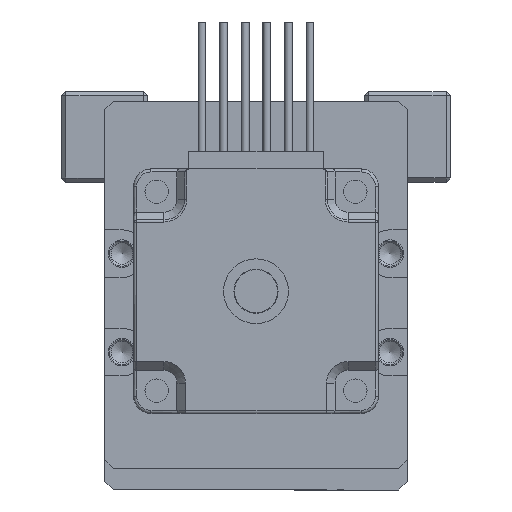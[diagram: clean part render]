
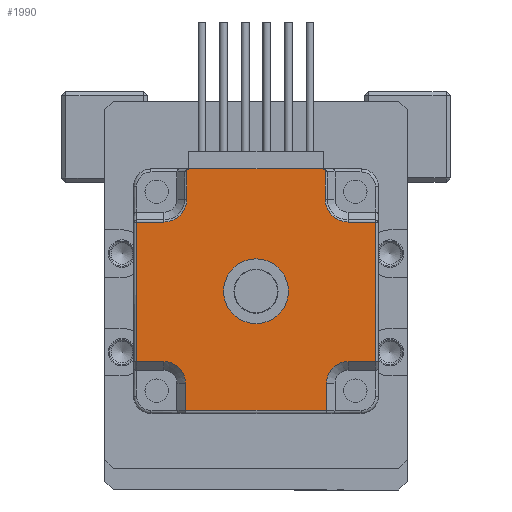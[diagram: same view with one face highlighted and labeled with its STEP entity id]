
A CAD part, left-side view. The second image highlights one B-rep face of the part: STEP entity #1990.
In plain terms, the highlighted face is planar.
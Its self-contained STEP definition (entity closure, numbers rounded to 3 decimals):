
#1990 = ADVANCED_FACE( '', ( #4427, #4428 ), #4429, .F. );
#4427 = FACE_OUTER_BOUND( '', #10531, .T. );
#4428 = FACE_BOUND( '', #10532, .T. );
#4429 = PLANE( '', #10533 );
#10531 = EDGE_LOOP( '', ( #15173, #15174, #15175, #15176, #15177, #15178, #15179, #15180, #15181, #15182, #15183, #15184, #15185, #15186, #15187, #15188, #15189, #15190 ) );
#10532 = EDGE_LOOP( '', ( #15191 ) );
#10533 = AXIS2_PLACEMENT_3D( '', #15192, #15193, #15194 );
#15173 = ORIENTED_EDGE( '', *, *, #20040, .F. );
#15174 = ORIENTED_EDGE( '', *, *, #20041, .T. );
#15175 = ORIENTED_EDGE( '', *, *, #19036, .T. );
#15176 = ORIENTED_EDGE( '', *, *, #20042, .T. );
#15177 = ORIENTED_EDGE( '', *, *, #18953, .T. );
#15178 = ORIENTED_EDGE( '', *, *, #19905, .T. );
#15179 = ORIENTED_EDGE( '', *, *, #20043, .T. );
#15180 = ORIENTED_EDGE( '', *, *, #20044, .T. );
#15181 = ORIENTED_EDGE( '', *, *, #20045, .T. );
#15182 = ORIENTED_EDGE( '', *, *, #18684, .T. );
#15183 = ORIENTED_EDGE( '', *, *, #18891, .T. );
#15184 = ORIENTED_EDGE( '', *, *, #20046, .T. );
#15185 = ORIENTED_EDGE( '', *, *, #19262, .T. );
#15186 = ORIENTED_EDGE( '', *, *, #19623, .T. );
#15187 = ORIENTED_EDGE( '', *, *, #19626, .T. );
#15188 = ORIENTED_EDGE( '', *, *, #19461, .T. );
#15189 = ORIENTED_EDGE( '', *, *, #20047, .T. );
#15190 = ORIENTED_EDGE( '', *, *, #20048, .T. );
#15191 = ORIENTED_EDGE( '', *, *, #20049, .T. );
#15192 = CARTESIAN_POINT( '', ( 0., -7.5, 0. ) );
#15193 = DIRECTION( '', ( 0., 1., 0. ) );
#15194 = DIRECTION( '', ( 1., 0., 0. ) );
#18684 = EDGE_CURVE( '', #21339, #21337, #21340, .T. );
#18891 = EDGE_CURVE( '', #21337, #21694, #21695, .T. );
#18953 = EDGE_CURVE( '', #21795, #21793, #21796, .T. );
#19036 = EDGE_CURVE( '', #21937, #21935, #21938, .T. );
#19262 = EDGE_CURVE( '', #22303, #22301, #22304, .T. );
#19461 = EDGE_CURVE( '', #22617, #22615, #22618, .T. );
#19623 = EDGE_CURVE( '', #22301, #22863, #22865, .T. );
#19626 = EDGE_CURVE( '', #22863, #22617, #22868, .T. );
#19905 = EDGE_CURVE( '', #21793, #23275, #23277, .T. );
#20040 = EDGE_CURVE( '', #23473, #23474, #23475, .T. );
#20041 = EDGE_CURVE( '', #23473, #21937, #23476, .T. );
#20042 = EDGE_CURVE( '', #21935, #21795, #23477, .T. );
#20043 = EDGE_CURVE( '', #23275, #23478, #23479, .T. );
#20044 = EDGE_CURVE( '', #23478, #23480, #23481, .T. );
#20045 = EDGE_CURVE( '', #23480, #21339, #23482, .T. );
#20046 = EDGE_CURVE( '', #21694, #22303, #23483, .T. );
#20047 = EDGE_CURVE( '', #22615, #23484, #23485, .T. );
#20048 = EDGE_CURVE( '', #23484, #23474, #23486, .T. );
#20049 = EDGE_CURVE( '', #23487, #23487, #23488, .T. );
#21337 = VERTEX_POINT( '', #25562 );
#21339 = VERTEX_POINT( '', #25564 );
#21340 = LINE( '', #25565, #25566 );
#21694 = VERTEX_POINT( '', #26001 );
#21695 = LINE( '', #26002, #26003 );
#21793 = VERTEX_POINT( '', #26130 );
#21795 = VERTEX_POINT( '', #26132 );
#21796 = LINE( '', #26133, #26134 );
#21935 = VERTEX_POINT( '', #26315 );
#21937 = VERTEX_POINT( '', #26317 );
#21938 = LINE( '', #26318, #26319 );
#22301 = VERTEX_POINT( '', #26808 );
#22303 = VERTEX_POINT( '', #26811 );
#22304 = LINE( '', #26812, #26813 );
#22615 = VERTEX_POINT( '', #27208 );
#22617 = VERTEX_POINT( '', #27210 );
#22618 = CIRCLE( '', #27211, 2.645 );
#22863 = VERTEX_POINT( '', #27516 );
#22865 = LINE( '', #27518, #27519 );
#22868 = LINE( '', #27523, #27524 );
#23275 = VERTEX_POINT( '', #28041 );
#23277 = LINE( '', #28043, #28044 );
#23473 = VERTEX_POINT( '', #28303 );
#23474 = VERTEX_POINT( '', #28304 );
#23475 = LINE( '', #28305, #28306 );
#23476 = ELLIPSE( '', #28307, 0.495, 0.35 );
#23477 = CIRCLE( '', #28308, 2.645 );
#23478 = VERTEX_POINT( '', #28309 );
#23479 = LINE( '', #28310, #28311 );
#23480 = VERTEX_POINT( '', #28312 );
#23481 = CIRCLE( '', #28313, 2.5 );
#23482 = LINE( '', #28314, #28315 );
#23483 = CIRCLE( '', #28316, 2.5 );
#23484 = VERTEX_POINT( '', #28317 );
#23485 = LINE( '', #28318, #28319 );
#23486 = ELLIPSE( '', #28320, 0.495, 0.35 );
#23487 = VERTEX_POINT( '', #28321 );
#23488 = CIRCLE( '', #28322, 3.75 );
#25562 = CARTESIAN_POINT( '', ( 8.15, -7.5, -13.8 ) );
#25564 = CARTESIAN_POINT( '', ( -8.15, -7.5, -13.8 ) );
#25565 = CARTESIAN_POINT( '', ( 8.15, -7.5, -13.8 ) );
#25566 = VECTOR( '', #29884, 1000. );
#26001 = CARTESIAN_POINT( '', ( 8.15, -7.5, -10.65 ) );
#26002 = CARTESIAN_POINT( '', ( 8.15, -7.5, 0. ) );
#26003 = VECTOR( '', #30185, 1000. );
#26130 = CARTESIAN_POINT( '', ( -13.8, -7.5, 8.005 ) );
#26132 = CARTESIAN_POINT( '', ( -10.65, -7.5, 8.005 ) );
#26133 = CARTESIAN_POINT( '', ( -14.15, -7.5, 8.005 ) );
#26134 = VECTOR( '', #30266, 1000. );
#26315 = CARTESIAN_POINT( '', ( -8.005, -7.5, 10.65 ) );
#26317 = CARTESIAN_POINT( '', ( -8.005, -7.5, 14.047 ) );
#26318 = CARTESIAN_POINT( '', ( -8.005, -7.5, 10.65 ) );
#26319 = VECTOR( '', #30387, 1000. );
#26808 = CARTESIAN_POINT( '', ( 13.8, -7.5, -8.15 ) );
#26811 = CARTESIAN_POINT( '', ( 10.65, -7.5, -8.15 ) );
#26812 = CARTESIAN_POINT( '', ( 0., -7.5, -8.15 ) );
#26813 = VECTOR( '', #30697, 1000. );
#27208 = CARTESIAN_POINT( '', ( 8.005, -7.5, 10.65 ) );
#27210 = CARTESIAN_POINT( '', ( 10.65, -7.5, 8.005 ) );
#27211 = AXIS2_PLACEMENT_3D( '', #30992, #30993, #30994 );
#27516 = CARTESIAN_POINT( '', ( 13.8, -7.5, 8.005 ) );
#27518 = CARTESIAN_POINT( '', ( 13.8, -7.5, 8.15 ) );
#27519 = VECTOR( '', #31208, 1000. );
#27523 = CARTESIAN_POINT( '', ( 10.65, -7.5, 8.005 ) );
#27524 = VECTOR( '', #31210, 1000. );
#28041 = CARTESIAN_POINT( '', ( -13.8, -7.5, -8.15 ) );
#28043 = CARTESIAN_POINT( '', ( -13.8, -7.5, -8.15 ) );
#28044 = VECTOR( '', #31576, 1000. );
#28303 = CARTESIAN_POINT( '', ( -7.655, -7.5, 14.15 ) );
#28304 = CARTESIAN_POINT( '', ( 7.655, -7.5, 14.15 ) );
#28305 = CARTESIAN_POINT( '', ( 0., -7.5, 14.15 ) );
#28306 = VECTOR( '', #31718, 1000. );
#28307 = AXIS2_PLACEMENT_3D( '', #31719, #31720, #31721 );
#28308 = AXIS2_PLACEMENT_3D( '', #31722, #31723, #31724 );
#28309 = CARTESIAN_POINT( '', ( -10.65, -7.5, -8.15 ) );
#28310 = CARTESIAN_POINT( '', ( 0., -7.5, -8.15 ) );
#28311 = VECTOR( '', #31725, 1000. );
#28312 = CARTESIAN_POINT( '', ( -8.15, -7.5, -10.65 ) );
#28313 = AXIS2_PLACEMENT_3D( '', #31726, #31727, #31728 );
#28314 = CARTESIAN_POINT( '', ( -8.15, -7.5, 0. ) );
#28315 = VECTOR( '', #31729, 1000. );
#28316 = AXIS2_PLACEMENT_3D( '', #31730, #31731, #31732 );
#28317 = CARTESIAN_POINT( '', ( 8.005, -7.5, 14.047 ) );
#28318 = CARTESIAN_POINT( '', ( 8.005, -7.5, 14.15 ) );
#28319 = VECTOR( '', #31733, 1000. );
#28320 = AXIS2_PLACEMENT_3D( '', #31734, #31735, #31736 );
#28321 = CARTESIAN_POINT( '', ( 0., -7.5, 3.75 ) );
#28322 = AXIS2_PLACEMENT_3D( '', #31737, #31738, #31739 );
#29884 = DIRECTION( '', ( 1., 0., 0. ) );
#30185 = DIRECTION( '', ( 0., 0., 1. ) );
#30266 = DIRECTION( '', ( -1., 0., 0. ) );
#30387 = DIRECTION( '', ( 0., 0., -1. ) );
#30697 = DIRECTION( '', ( 1., 0., 0. ) );
#30992 = CARTESIAN_POINT( '', ( 10.65, -7.5, 10.65 ) );
#30993 = DIRECTION( '', ( 0., 1., 0. ) );
#30994 = DIRECTION( '', ( 0., 0., 1. ) );
#31208 = DIRECTION( '', ( 0., 0., 1. ) );
#31210 = DIRECTION( '', ( -1., 0., 0. ) );
#31576 = DIRECTION( '', ( 0., 0., -1. ) );
#31718 = DIRECTION( '', ( 1., 0., 0. ) );
#31719 = CARTESIAN_POINT( '', ( -7.655, -7.5, 13.8 ) );
#31720 = DIRECTION( '', ( 0., -1., 0. ) );
#31721 = DIRECTION( '', ( -1., 0., 0. ) );
#31722 = CARTESIAN_POINT( '', ( -10.65, -7.5, 10.65 ) );
#31723 = DIRECTION( '', ( 0., 1., 0. ) );
#31724 = DIRECTION( '', ( 0., 0., 1. ) );
#31725 = DIRECTION( '', ( 1., 0., 0. ) );
#31726 = CARTESIAN_POINT( '', ( -10.65, -7.5, -10.65 ) );
#31727 = DIRECTION( '', ( 0., 1., 0. ) );
#31728 = DIRECTION( '', ( 0., 0., 1. ) );
#31729 = DIRECTION( '', ( 0., 0., -1. ) );
#31730 = CARTESIAN_POINT( '', ( 10.65, -7.5, -10.65 ) );
#31731 = DIRECTION( '', ( 0., 1., 0. ) );
#31732 = DIRECTION( '', ( 0., 0., 1. ) );
#31733 = DIRECTION( '', ( 0., 0., 1. ) );
#31734 = CARTESIAN_POINT( '', ( 7.655, -7.5, 13.8 ) );
#31735 = DIRECTION( '', ( 0., -1., 0. ) );
#31736 = DIRECTION( '', ( -1., 0., 0. ) );
#31737 = CARTESIAN_POINT( '', ( 0., -7.5, 0. ) );
#31738 = DIRECTION( '', ( 0., 1., 0. ) );
#31739 = DIRECTION( '', ( 0., 0., 1. ) );
